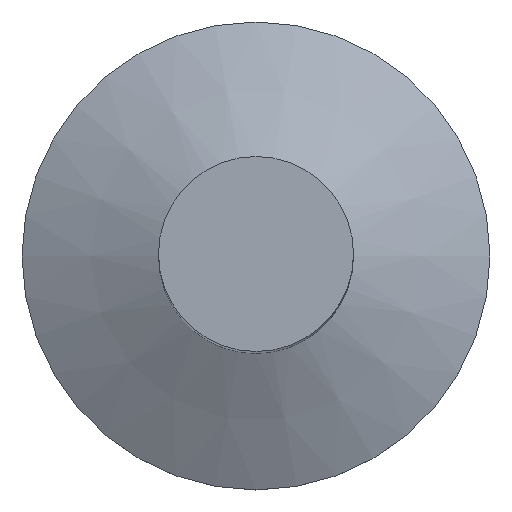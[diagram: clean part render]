
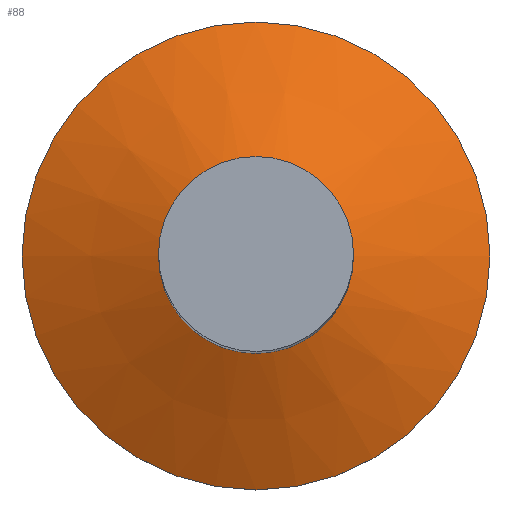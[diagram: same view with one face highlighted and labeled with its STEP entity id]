
A CAD part, top view. The second image highlights one B-rep face of the part: STEP entity #88.
In plain terms, the highlighted conical face has half-angle 64.537 degrees and reference radius 12.75 mm.
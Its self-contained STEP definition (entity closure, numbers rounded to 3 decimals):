
#22=FACE_OUTER_BOUND('',#29,.T.);
#29=EDGE_LOOP('',(#67,#68,#69,#70));
#37=LINE('',#159,#41);
#41=VECTOR('',#128,12.75);
#45=CIRCLE('',#110,18.);
#46=CIRCLE('',#111,7.5);
#51=VERTEX_POINT('',#156);
#52=VERTEX_POINT('',#158);
#57=EDGE_CURVE('',#51,#51,#45,.T.);
#58=EDGE_CURVE('',#51,#52,#37,.T.);
#59=EDGE_CURVE('',#52,#52,#46,.T.);
#67=ORIENTED_EDGE('',*,*,#57,.T.);
#68=ORIENTED_EDGE('',*,*,#58,.T.);
#69=ORIENTED_EDGE('',*,*,#59,.T.);
#70=ORIENTED_EDGE('',*,*,#58,.F.);
#87=CONICAL_SURFACE('',#109,12.75,1.126);
#88=ADVANCED_FACE('',(#22),#87,.T.);
#109=AXIS2_PLACEMENT_3D('',#155,#124,#125);
#110=AXIS2_PLACEMENT_3D('',#157,#126,#127);
#111=AXIS2_PLACEMENT_3D('',#160,#129,#130);
#124=DIRECTION('center_axis',(0.,0.,-1.));
#125=DIRECTION('ref_axis',(1.,0.,0.));
#126=DIRECTION('center_axis',(0.,0.,1.));
#127=DIRECTION('ref_axis',(1.,0.,0.));
#128=DIRECTION('',(0.903,0.,0.43));
#129=DIRECTION('center_axis',(0.,0.,-1.));
#130=DIRECTION('ref_axis',(1.,0.,0.));
#155=CARTESIAN_POINT('Origin',(0.,0.,14.5));
#156=CARTESIAN_POINT('',(-18.,0.,12.));
#157=CARTESIAN_POINT('Origin',(0.,0.,12.));
#158=CARTESIAN_POINT('',(-7.5,0.,17.));
#159=CARTESIAN_POINT('',(-12.75,0.,14.5));
#160=CARTESIAN_POINT('Origin',(0.,0.,17.));
